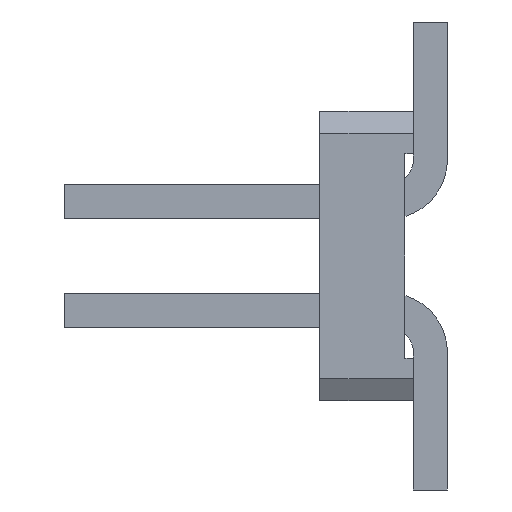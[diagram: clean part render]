
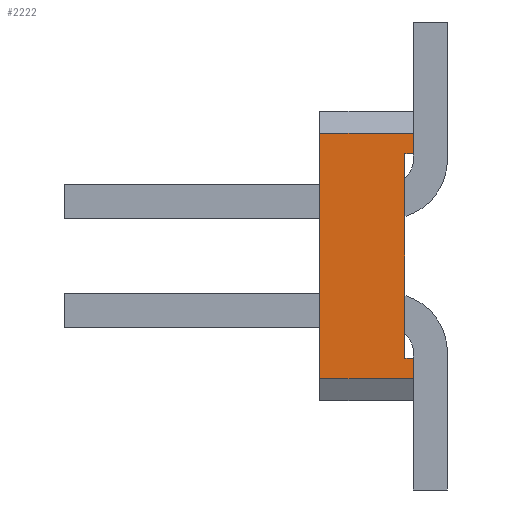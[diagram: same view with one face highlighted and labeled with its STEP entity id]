
A CAD part, left-side view. The second image highlights one B-rep face of the part: STEP entity #2222.
In plain terms, the highlighted planar face has unit normal (-1, 0, 0).
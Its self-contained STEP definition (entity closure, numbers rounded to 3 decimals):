
#9=DIRECTION('',(0.,0.,1.));
#10=VECTOR('',#9,0.24);
#11=CARTESIAN_POINT('',(-0.635,0.,1.2));
#12=LINE('3768',#11,#10);
#46=DIRECTION('',(0.,1.,0.));
#47=VECTOR('',#46,1.1);
#48=CARTESIAN_POINT('',(-0.635,0.,1.44));
#49=LINE('3728',#48,#47);
#50=DIRECTION('',(0.,1.,0.));
#51=VECTOR('',#50,0.1);
#52=CARTESIAN_POINT('',(-0.635,0.,1.2));
#53=LINE('3764',#52,#51);
#54=DIRECTION('',(0.,0.,-1.));
#55=VECTOR('',#54,2.4);
#56=CARTESIAN_POINT('',(-0.635,0.1,1.2));
#57=LINE('3765',#56,#55);
#58=DIRECTION('',(0.,1.,0.));
#59=VECTOR('',#58,0.1);
#60=CARTESIAN_POINT('',(-0.635,0.,-1.2));
#61=LINE('3766',#60,#59);
#62=DIRECTION('',(0.,1.,0.));
#63=VECTOR('',#62,1.1);
#64=CARTESIAN_POINT('',(-0.635,0.,-1.44));
#65=LINE('3727',#64,#63);
#666=DIRECTION('',(0.,0.,1.));
#667=VECTOR('',#666,2.88);
#668=CARTESIAN_POINT('',(-0.635,1.1,-1.44));
#669=LINE('3722',#668,#667);
#1042=DIRECTION('',(0.,0.,1.));
#1043=VECTOR('',#1042,0.24);
#1044=CARTESIAN_POINT('',(-0.635,0.,-1.44));
#1045=LINE('3767',#1044,#1043);
#1610=CARTESIAN_POINT('',(-0.635,0.,-1.44));
#1612=VERTEX_POINT('',#1610);
#1613=CARTESIAN_POINT('',(-0.635,0.,1.44));
#1615=VERTEX_POINT('',#1613);
#1618=CARTESIAN_POINT('',(-0.635,1.1,-1.44));
#1620=VERTEX_POINT('',#1618);
#1621=CARTESIAN_POINT('',(-0.635,1.1,1.44));
#1622=VERTEX_POINT('',#1621);
#1681=CARTESIAN_POINT('',(-0.635,0.,1.2));
#1682=CARTESIAN_POINT('',(-0.635,0.1,1.2));
#1683=VERTEX_POINT('',#1681);
#1684=VERTEX_POINT('',#1682);
#1685=CARTESIAN_POINT('',(-0.635,0.1,-1.2));
#1686=VERTEX_POINT('',#1685);
#1687=CARTESIAN_POINT('',(-0.635,0.,-1.2));
#1688=VERTEX_POINT('',#1687);
#2201=CARTESIAN_POINT('',(-0.635,0.,-1.44));
#2202=DIRECTION('',(-1.,0.,0.));
#2203=DIRECTION('',(0.,0.,1.));
#2204=AXIS2_PLACEMENT_3D('',#2201,#2202,#2203);
#2205=PLANE('3578',#2204);
#2207=ORIENTED_EDGE('3764',*,*,#2206,.T.);
#2209=ORIENTED_EDGE('3765',*,*,#2208,.T.);
#2211=ORIENTED_EDGE('3766',*,*,#2210,.F.);
#2213=ORIENTED_EDGE('3767',*,*,#2212,.F.);
#2215=ORIENTED_EDGE('3727',*,*,#2214,.T.);
#2217=ORIENTED_EDGE('3722',*,*,#2216,.T.);
#2218=ORIENTED_EDGE('3728',*,*,#2193,.F.);
#2219=ORIENTED_EDGE('3768',*,*,#2122,.F.);
#2220=EDGE_LOOP('3578',(#2207,#2209,#2211,#2213,#2215,#2217,#2218,#2219));
#2221=FACE_OUTER_BOUND('3578',#2220,.F.);
#2222=ADVANCED_FACE('3578',(#2221),#2205,.T.);
#2122=EDGE_CURVE('3768',#1683,#1615,#12,.T.);
#2193=EDGE_CURVE('3728',#1615,#1622,#49,.T.);
#2206=EDGE_CURVE('3764',#1683,#1684,#53,.T.);
#2208=EDGE_CURVE('3765',#1684,#1686,#57,.T.);
#2210=EDGE_CURVE('3766',#1688,#1686,#61,.T.);
#2212=EDGE_CURVE('3767',#1612,#1688,#1045,.T.);
#2214=EDGE_CURVE('3727',#1612,#1620,#65,.T.);
#2216=EDGE_CURVE('3722',#1620,#1622,#669,.T.);
